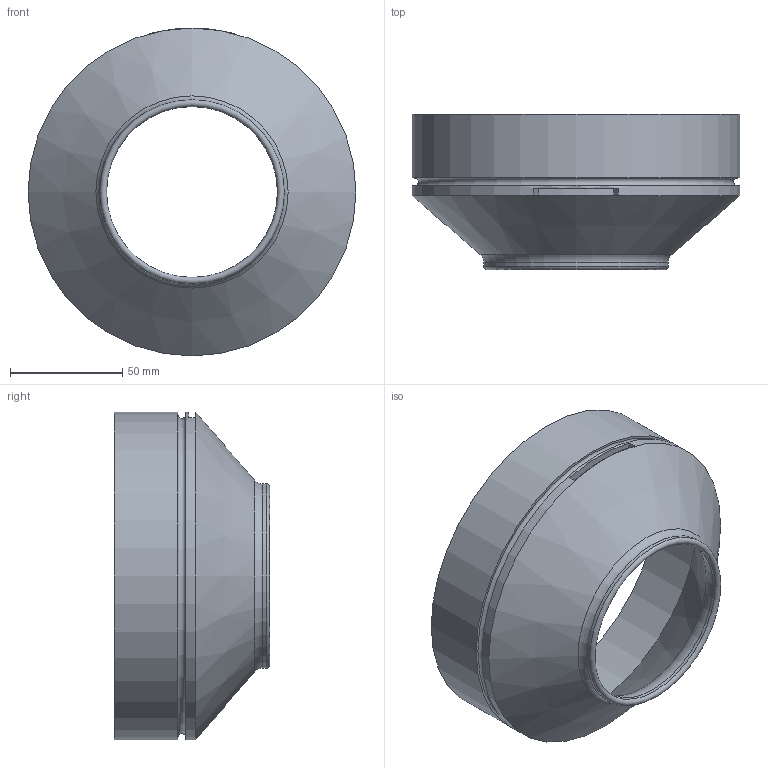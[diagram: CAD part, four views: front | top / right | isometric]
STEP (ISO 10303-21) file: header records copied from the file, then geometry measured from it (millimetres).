
FILE_DESCRIPTION(/* description */ (''),/* implementation_level */ '2;1');
FILE_NAME(/* name */ 'MK2-Impeller_Shroud.stp',/* time_stamp */ '2024-05-16T20:38:34+02:00',/* author */ ('admin'),/* organization */ (''),/* preprocessor_version */ 'ST-DEVELOPER v18.1',/* originating_system */ 'Autodesk Inventor 2021',/* authorisation */ '');
FILE_SCHEMA (('AUTOMOTIVE_DESIGN { 1 0 10303 214 3 1 1 }'));
Length unit declared in the file: millimetre
Products named in the file (1): MK2 - Impeller Shroud
Bounding box: 145.8 x 69.04 x 145.8 mm (x, y, z)
Volume: 155026 mm3; surface area: 66306.3 mm2
Topology: 1 solids, 1 shells, 19 faces, 37 edges, 22 vertices
Faces by surface type: plane 7, cylinder 6, torus 4, cone 2
Full cylindrical faces by diameter (mm): 76 x1, 82 x1, 139 x1, 145.8 x2
Entity records: 534 total; most frequent: DIRECTION 99, CARTESIAN_POINT 79, ORIENTED_EDGE 74, AXIS2_PLACEMENT_3D 42, EDGE_CURVE 37, EDGE_LOOP 23, CIRCLE 22, VERTEX_POINT 22
